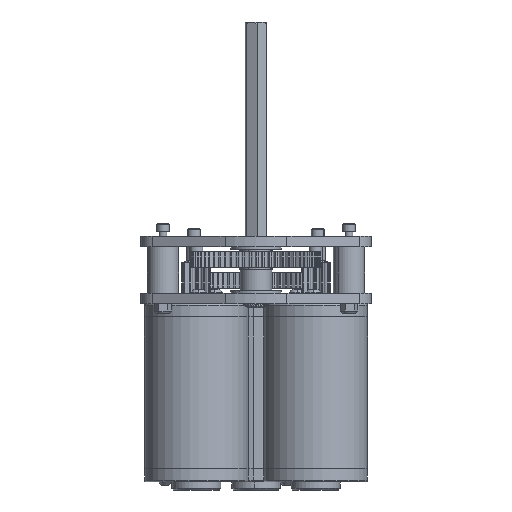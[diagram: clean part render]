
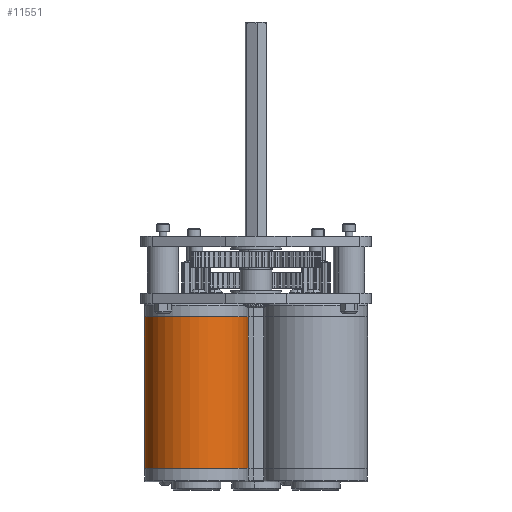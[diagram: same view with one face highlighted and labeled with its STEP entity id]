
A CAD part, front view. The second image highlights one B-rep face of the part: STEP entity #11551.
In plain terms, the highlighted cylindrical face has radius 32.004 mm (diameter 64.008 mm), a partial arc.
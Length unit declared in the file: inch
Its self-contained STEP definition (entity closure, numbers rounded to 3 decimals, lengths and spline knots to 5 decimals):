
#317 = VERTEX_POINT ( 'NONE', #71511 ) ;
#7610 = AXIS2_PLACEMENT_3D ( 'NONE', #75202, #36367, #81707 ) ;
#10059 = VECTOR ( 'NONE', #68741, 39.37008 ) ;
#11551 = ADVANCED_FACE ( 'NONE', ( #19830 ), #11702, .T. ) ;
#11702 = CYLINDRICAL_SURFACE ( 'NONE', #39631, 1.26 ) ;
#12572 = CARTESIAN_POINT ( 'NONE',  ( 0.324, 0., 1.26 ) ) ;
#15137 = ORIENTED_EDGE ( 'NONE', *, *, #42035, .T. ) ;
#18271 = LINE ( 'NONE', #42938, #70043 ) ;
#19073 = EDGE_LOOP ( 'NONE', ( #66783, #79625, #15137, #55607 ) ) ;
#19830 = FACE_OUTER_BOUND ( 'NONE', #19073, .T. ) ;
#20101 = CARTESIAN_POINT ( 'NONE',  ( 0., 0., 0. ) ) ;
#20190 = AXIS2_PLACEMENT_3D ( 'NONE', #36792, #82139, #43311 ) ;
#20618 = DIRECTION ( 'NONE',  ( 0., 0., -1. ) ) ;
#34211 = EDGE_CURVE ( 'NONE', #64713, #317, #36979, .T. ) ;
#36367 = DIRECTION ( 'NONE',  ( 1., 0., 0. ) ) ;
#36792 = CARTESIAN_POINT ( 'NONE',  ( 3.99096, 0., 0. ) ) ;
#36979 = CIRCLE ( 'NONE', #7610, 1.26 ) ;
#39631 = AXIS2_PLACEMENT_3D ( 'NONE', #20101, #65740, #20618 ) ;
#39679 = VERTEX_POINT ( 'NONE', #53653 ) ;
#42035 = EDGE_CURVE ( 'NONE', #317, #39679, #81079, .T. ) ;
#42938 = CARTESIAN_POINT ( 'NONE',  ( 0., 0., 1.26 ) ) ;
#43311 = DIRECTION ( 'NONE',  ( 0., 0., -1. ) ) ;
#49136 = CARTESIAN_POINT ( 'NONE',  ( 0., 0., -1.26 ) ) ;
#53320 = EDGE_CURVE ( 'NONE', #64713, #82934, #18271, .T. ) ;
#53653 = CARTESIAN_POINT ( 'NONE',  ( 3.99096, 0., -1.26 ) ) ;
#55607 = ORIENTED_EDGE ( 'NONE', *, *, #79613, .F. ) ;
#55969 = DIRECTION ( 'NONE',  ( 1., 0., 0. ) ) ;
#64713 = VERTEX_POINT ( 'NONE', #12572 ) ;
#65740 = DIRECTION ( 'NONE',  ( 1., 0., 0. ) ) ;
#66783 = ORIENTED_EDGE ( 'NONE', *, *, #53320, .F. ) ;
#68741 = DIRECTION ( 'NONE',  ( 1., 0., 0. ) ) ;
#70043 = VECTOR ( 'NONE', #55969, 39.37008 ) ;
#71511 = CARTESIAN_POINT ( 'NONE',  ( 0.324, 0., -1.26 ) ) ;
#75202 = CARTESIAN_POINT ( 'NONE',  ( 0.324, 0., 0. ) ) ;
#77679 = CARTESIAN_POINT ( 'NONE',  ( 3.99096, 0., 1.26 ) ) ;
#78027 = CIRCLE ( 'NONE', #20190, 1.26 ) ;
#79613 = EDGE_CURVE ( 'NONE', #82934, #39679, #78027, .T. ) ;
#79625 = ORIENTED_EDGE ( 'NONE', *, *, #34211, .T. ) ;
#81079 = LINE ( 'NONE', #49136, #10059 ) ;
#81707 = DIRECTION ( 'NONE',  ( 0., 0., -1. ) ) ;
#82139 = DIRECTION ( 'NONE',  ( 1., 0., 0. ) ) ;
#82934 = VERTEX_POINT ( 'NONE', #77679 ) ;
